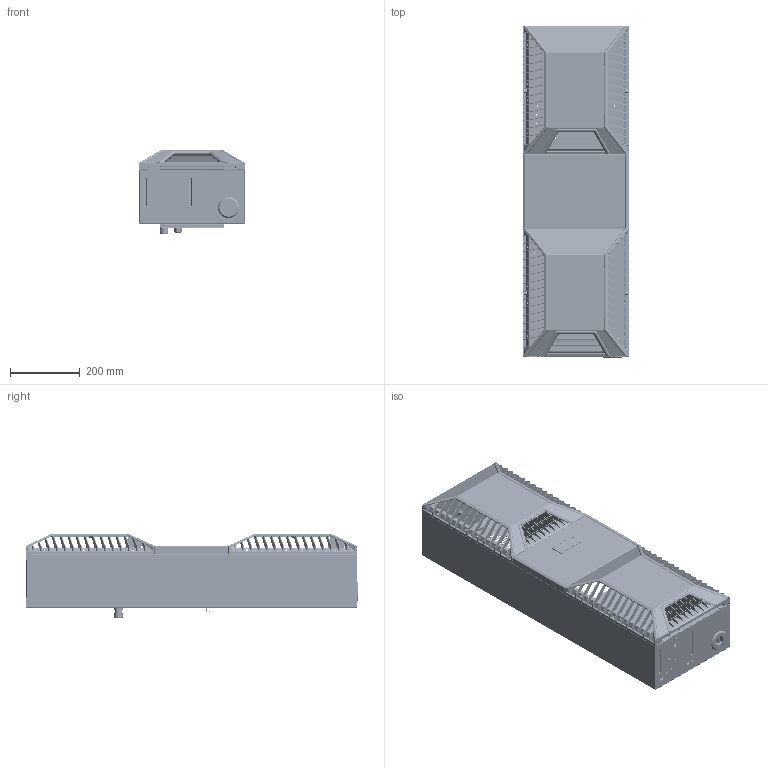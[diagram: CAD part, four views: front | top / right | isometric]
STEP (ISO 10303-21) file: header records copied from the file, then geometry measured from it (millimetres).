
FILE_DESCRIPTION((''),'2;1');
FILE_NAME('KG-8512_COMPLETE_ASM_1_ASM','2019-10-10T16:31:01',('briang'),(''),'CREO PARAMETRIC BY PTC INC, 2018500','CREO PARAMETRIC BY PTC INC, 2018500','');
FILE_SCHEMA(('CONFIG_CONTROL_DESIGN'));
Products named in the file (33): KG-8512_CABINET_1; KG-8512_CABINET-MNF_ASM_1_ASM; KG-8512_BASE_1; KG-8512_BASE_ASM_1_ASM; KG-8512_BOTTOM_STRUT_1; KG-8512-STRAIN-RELEIF-BRKT_1; CABLE_GLAND_M20_METAL_1; CABLE_GLAND_M16_1; KG-8512_ELEC_CONN_BRKT_ASM_1_ASM; POPNUT_M8_HEX_CLOSED_HEAD1-5_ST; POPNUT_M6_HEX_CL_WITH_LIP_1_5MM; KG8512-MOUNTING-BRACKET_1; KG-8512_CABINET_ASM_1_ASM; CAREL_IR33PLUS_SEIFERT_1; CAREL_IR33_PLUS_SEIFERT_ASM_1_ASM; KG-8512_CONTROLLER_ASM_1_ASM; KG-8512_INT_ACCESS_PANEL_1; KG-8512_INT_ACCESS_PANEL-MNF_AS_ASM; KG-8512_INT_ACCESS_PANEL_ASM_1_ASM; NG2-3-GRID-SIDE_1; NG2-3-GRID-SIDE-BOTTOM_1; NG2-3-GRID-SIDE-RIGHT_1; NG2-3-GRID-SIDE-BTM-RIGHT_1; NG2-GRID-ASSEMBLY_ASM_1_ASM; NG2-FRONT-GRID_1; KG-8512_COVER-TOP_1; KG-8512_COVER-TOP_ASM_1_ASM; KG-8512_COVER-BOTTOM_1; KG-8512_COVER-BOTTOM_ASM_1_ASM; KG-8512_MID-COVER_1; NG2_4-SIDE-STRIP_1; KG-8512_MID-COVER_ASM_1_ASM; KG-8512_COMPLETE_ASM_1_ASM
Assembly tree (54 placements, depth 4):
  KG-8512_COMPLETE_ASM_1_ASM
    KG-8512_CABINET_ASM_1_ASM
      KG-8512_CABINET-MNF_ASM_1_ASM
        KG-8512_CABINET_1
      KG-8512_BASE_ASM_1_ASM
        KG-8512_BASE_1
      KG-8512_BOTTOM_STRUT_1
      KG-8512_ELEC_CONN_BRKT_ASM_1_ASM
        KG-8512-STRAIN-RELEIF-BRKT_1
        CABLE_GLAND_M20_METAL_1
        CABLE_GLAND_M16_1
      POPNUT_M8_HEX_CLOSED_HEAD1-5_ST
      POPNUT_M6_HEX_CL_WITH_LIP_1_5MM  x19
      KG8512-MOUNTING-BRACKET_1  x2
    KG-8512_CONTROLLER_ASM_1_ASM
      CAREL_IR33_PLUS_SEIFERT_ASM_1_ASM
        CAREL_IR33PLUS_SEIFERT_1
    KG-8512_INT_ACCESS_PANEL_ASM_1_ASM
      KG-8512_INT_ACCESS_PANEL-MNF_AS_ASM
        KG-8512_INT_ACCESS_PANEL_1
    KG-8512_COVER-TOP_ASM_1_ASM
      NG2-GRID-ASSEMBLY_ASM_1_ASM
        NG2-3-GRID-SIDE_1
        NG2-3-GRID-SIDE-BOTTOM_1
        NG2-3-GRID-SIDE-RIGHT_1
        NG2-3-GRID-SIDE-BTM-RIGHT_1
      NG2-FRONT-GRID_1
      KG-8512_COVER-TOP_1
    KG-8512_COVER-BOTTOM_ASM_1_ASM
      NG2-GRID-ASSEMBLY_ASM_1_ASM
        NG2-3-GRID-SIDE_1
        NG2-3-GRID-SIDE-BOTTOM_1
        NG2-3-GRID-SIDE-RIGHT_1
        NG2-3-GRID-SIDE-BTM-RIGHT_1
      NG2-FRONT-GRID_1
      KG-8512_COVER-BOTTOM_1
    KG-8512_MID-COVER_ASM_1_ASM
      KG-8512_MID-COVER_1
      NG2_4-SIDE-STRIP_1  x2
Bounding box: 305 x 954 x 244.25 mm (x, y, z)
Volume: 1791201 mm3; surface area: 2658435.3 mm2
Topology: 45 solids, 67 shells, 8420 faces, 24192 edges, 15667 vertices
Faces by surface type: plane 5715, cylinder 2177, cone 238, bspline 172, sphere 68, torus 48, extrusion 2
Entity records: 171452 total; most frequent: CARTESIAN_POINT 36725, ORIENTED_EDGE 28838, DIRECTION 26591, EDGE_CURVE 14421, VECTOR 10587, LINE 10585, VERTEX_POINT 9362, AXIS2_PLACEMENT_3D 8002
